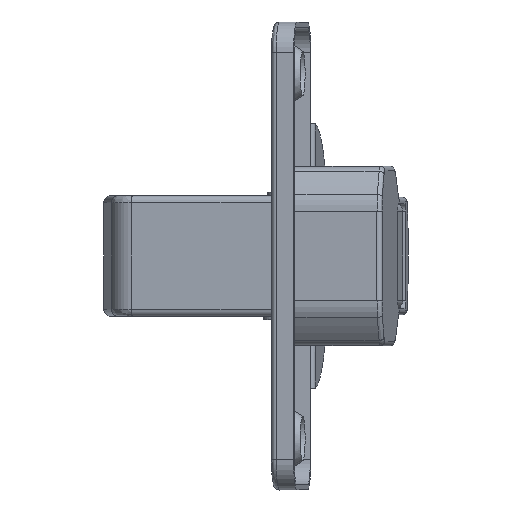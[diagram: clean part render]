
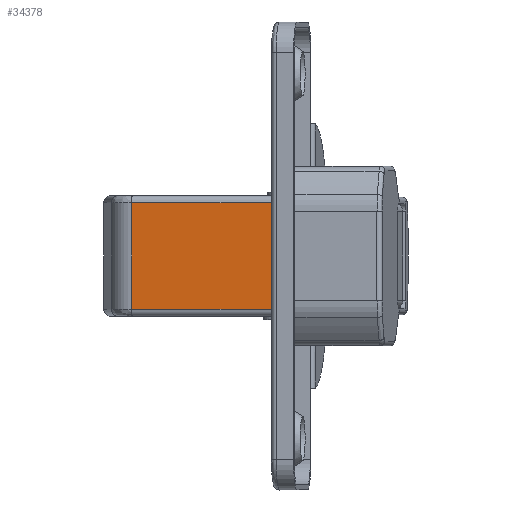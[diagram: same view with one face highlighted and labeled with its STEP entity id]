
A CAD part, left-side view. The second image highlights one B-rep face of the part: STEP entity #34378.
In plain terms, the highlighted planar face has unit normal (-0.995, 0.098, 0).
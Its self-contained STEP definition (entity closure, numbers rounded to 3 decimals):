
#41 = CARTESIAN_POINT ( 'NONE',  ( -4.767, 2.234, -3.6 ) ) ;
#397 = ORIENTED_EDGE ( 'NONE', *, *, #39000, .T. ) ;
#955 = VERTEX_POINT ( 'NONE', #5082 ) ;
#1299 = ORIENTED_EDGE ( 'NONE', *, *, #39969, .F. ) ;
#1306 = DIRECTION ( 'NONE',  ( -0.098, -0.995, 0. ) ) ;
#1700 = CARTESIAN_POINT ( 'NONE',  ( -4.796, 1.936, 0. ) ) ;
#2777 = DIRECTION ( 'NONE',  ( 0.098, 0.995, 0. ) ) ;
#3031 = ORIENTED_EDGE ( 'NONE', *, *, #36639, .F. ) ;
#3072 = VECTOR ( 'NONE', #15318, 1000. ) ;
#3303 = ORIENTED_EDGE ( 'NONE', *, *, #13797, .F. ) ;
#3320 = CARTESIAN_POINT ( 'NONE',  ( -3.377, 16.41, -7. ) ) ;
#3809 = DIRECTION ( 'NONE',  ( -0.098, -0.995, 0. ) ) ;
#4541 = DIRECTION ( 'NONE',  ( 0.995, -0.098, 0. ) ) ;
#5082 = CARTESIAN_POINT ( 'NONE',  ( -4.503, 4.926, 6.4 ) ) ;
#5424 = ORIENTED_EDGE ( 'NONE', *, *, #34942, .F. ) ;
#6079 = VECTOR ( 'NONE', #30428, 1000. ) ;
#6351 = LINE ( 'NONE', #3320, #30205 ) ;
#6356 = CARTESIAN_POINT ( 'NONE',  ( -4.796, 1.936, -7. ) ) ;
#6367 = CARTESIAN_POINT ( 'NONE',  ( -2.252, 27.894, 0. ) ) ;
#6921 = VERTEX_POINT ( 'NONE', #12236 ) ;
#7075 = CARTESIAN_POINT ( 'NONE',  ( -2.252, 27.894, -7. ) ) ;
#8901 = CARTESIAN_POINT ( 'NONE',  ( -4.698, 2.931, 6.4 ) ) ;
#9172 = VERTEX_POINT ( 'NONE', #26767 ) ;
#9324 = CARTESIAN_POINT ( 'NONE',  ( -4.767, 2.234, -3.9 ) ) ;
#9687 = VERTEX_POINT ( 'NONE', #21613 ) ;
#9935 = EDGE_CURVE ( 'NONE', #23281, #6921, #11465, .T. ) ;
#10247 = LINE ( 'NONE', #28841, #25649 ) ;
#10833 = CARTESIAN_POINT ( 'NONE',  ( -4.503, 4.926, 0. ) ) ;
#11465 = LINE ( 'NONE', #27214, #37885 ) ;
#11717 = EDGE_CURVE ( 'NONE', #18998, #16153, #6351, .T. ) ;
#12236 = CARTESIAN_POINT ( 'NONE',  ( -4.503, 4.926, -3.9 ) ) ;
#12860 = AXIS2_PLACEMENT_3D ( 'NONE', #41, #14804, #27133 ) ;
#13249 = VERTEX_POINT ( 'NONE', #31662 ) ;
#13463 = EDGE_CURVE ( 'NONE', #9172, #18998, #21125, .T. ) ;
#13797 = EDGE_CURVE ( 'NONE', #13249, #39101, #29384, .T. ) ;
#14190 = VECTOR ( 'NONE', #23154, 1000. ) ;
#14804 = DIRECTION ( 'NONE',  ( 0.995, -0.098, 0. ) ) ;
#14997 = EDGE_CURVE ( 'NONE', #21066, #9172, #31543, .T. ) ;
#15318 = DIRECTION ( 'NONE',  ( 0., 0., -1. ) ) ;
#15644 = DIRECTION ( 'NONE',  ( -0.098, -0.995, 0. ) ) ;
#16153 = VERTEX_POINT ( 'NONE', #38529 ) ;
#16188 = CARTESIAN_POINT ( 'NONE',  ( -3.377, 16.41, 7. ) ) ;
#16682 = AXIS2_PLACEMENT_3D ( 'NONE', #6356, #24537, #36837 ) ;
#16802 = ORIENTED_EDGE ( 'NONE', *, *, #13463, .T. ) ;
#16883 = VECTOR ( 'NONE', #28514, 1000. ) ;
#17530 = ORIENTED_EDGE ( 'NONE', *, *, #11717, .T. ) ;
#18998 = VERTEX_POINT ( 'NONE', #7075 ) ;
#21066 = VERTEX_POINT ( 'NONE', #38271 ) ;
#21125 = LINE ( 'NONE', #6367, #31756 ) ;
#21189 = LINE ( 'NONE', #37328, #3072 ) ;
#21434 = VECTOR ( 'NONE', #23508, 1000. ) ;
#21613 = CARTESIAN_POINT ( 'NONE',  ( -4.503, 4.926, -6.4 ) ) ;
#23154 = DIRECTION ( 'NONE',  ( 0., 0., -1. ) ) ;
#23281 = VERTEX_POINT ( 'NONE', #9324 ) ;
#23508 = DIRECTION ( 'NONE',  ( 0., 0., -1. ) ) ;
#24510 = EDGE_LOOP ( 'NONE', ( #25169, #5424, #3303, #1299, #27349, #32863, #36210, #16802, #17530, #397, #3031 ) ) ;
#24537 = DIRECTION ( 'NONE',  ( 0.995, -0.098, 0. ) ) ;
#24749 = PLANE ( 'NONE',  #16682 ) ;
#25169 = ORIENTED_EDGE ( 'NONE', *, *, #9935, .F. ) ;
#25649 = VECTOR ( 'NONE', #3809, 1000. ) ;
#26767 = CARTESIAN_POINT ( 'NONE',  ( -2.252, 27.894, 7. ) ) ;
#27133 = DIRECTION ( 'NONE',  ( -0.098, -0.995, 0. ) ) ;
#27214 = CARTESIAN_POINT ( 'NONE',  ( -3.524, 14.915, -3.9 ) ) ;
#27349 = ORIENTED_EDGE ( 'NONE', *, *, #32186, .F. ) ;
#27791 = CARTESIAN_POINT ( 'NONE',  ( -4.503, 4.926, -7.15 ) ) ;
#28514 = DIRECTION ( 'NONE',  ( 0.098, 0.995, 0. ) ) ;
#28841 = CARTESIAN_POINT ( 'NONE',  ( -3.524, 14.915, 6.4 ) ) ;
#28993 = CARTESIAN_POINT ( 'NONE',  ( -4.698, 2.931, 5.4 ) ) ;
#29080 = VERTEX_POINT ( 'NONE', #8901 ) ;
#29384 = LINE ( 'NONE', #1700, #21434 ) ;
#30205 = VECTOR ( 'NONE', #15644, 1000. ) ;
#30428 = DIRECTION ( 'NONE',  ( 0., 0., 1. ) ) ;
#30809 = FACE_OUTER_BOUND ( 'NONE', #24510, .T. ) ;
#31014 = DIRECTION ( 'NONE',  ( 0., 0., -1. ) ) ;
#31543 = LINE ( 'NONE', #16188, #16883 ) ;
#31662 = CARTESIAN_POINT ( 'NONE',  ( -4.796, 1.936, 5.4 ) ) ;
#31756 = VECTOR ( 'NONE', #31014, 1000. ) ;
#32065 = EDGE_CURVE ( 'NONE', #21066, #955, #21189, .T. ) ;
#32186 = EDGE_CURVE ( 'NONE', #955, #29080, #10247, .T. ) ;
#32863 = ORIENTED_EDGE ( 'NONE', *, *, #32065, .F. ) ;
#34378 = ADVANCED_FACE ( 'NONE', ( #30809 ), #24749, .F. ) ;
#34625 = CARTESIAN_POINT ( 'NONE',  ( -4.796, 1.936, -3.6 ) ) ;
#34942 = EDGE_CURVE ( 'NONE', #39101, #23281, #36033, .T. ) ;
#35145 = AXIS2_PLACEMENT_3D ( 'NONE', #28993, #4541, #1306 ) ;
#36033 = CIRCLE ( 'NONE', #12860, 0.3 ) ;
#36210 = ORIENTED_EDGE ( 'NONE', *, *, #14997, .T. ) ;
#36639 = EDGE_CURVE ( 'NONE', #6921, #9687, #38505, .T. ) ;
#36837 = DIRECTION ( 'NONE',  ( 0.098, 0.995, 0. ) ) ;
#37328 = CARTESIAN_POINT ( 'NONE',  ( -4.503, 4.926, 0. ) ) ;
#37885 = VECTOR ( 'NONE', #2777, 1000. ) ;
#38271 = CARTESIAN_POINT ( 'NONE',  ( -4.503, 4.926, 7. ) ) ;
#38505 = LINE ( 'NONE', #10833, #14190 ) ;
#38529 = CARTESIAN_POINT ( 'NONE',  ( -4.503, 4.926, -7. ) ) ;
#39000 = EDGE_CURVE ( 'NONE', #16153, #9687, #39510, .T. ) ;
#39101 = VERTEX_POINT ( 'NONE', #34625 ) ;
#39510 = LINE ( 'NONE', #27791, #6079 ) ;
#39671 = CIRCLE ( 'NONE', #35145, 1. ) ;
#39969 = EDGE_CURVE ( 'NONE', #29080, #13249, #39671, .T. ) ;
